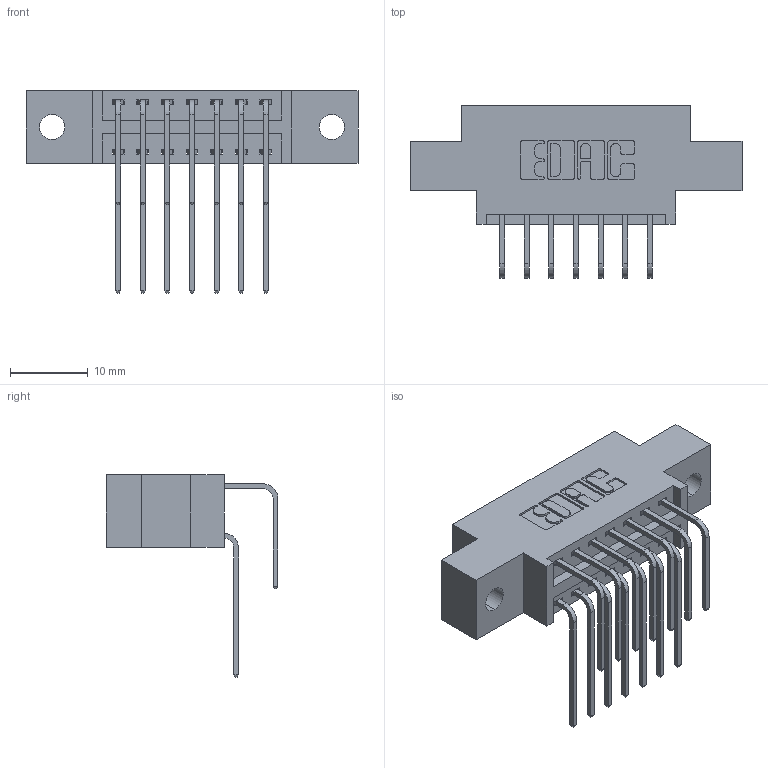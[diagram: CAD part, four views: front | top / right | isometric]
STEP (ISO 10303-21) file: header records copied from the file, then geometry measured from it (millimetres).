
FILE_DESCRIPTION (( 'STEP AP203' ), '1' );
FILE_NAME ('396-014-558-802.STEP', '2018-08-31T11:02:24', ( '' ), ( '' ), 'SwSTEP 2.0', 'SolidWorks 2016', '' );
FILE_SCHEMA (( 'CONFIG_CONTROL_DESIGN' ));
Length unit declared in the file: inch
Products named in the file (4): 346 Part_0.170 Offset - 0.128 Dia; 345-292-001_558 559 Tail - 1; 345-292-001_558 Tail - 2; 396-014-558-802
Assembly tree (15 placements, depth 2):
  396-014-558-802
    346 Part_0.170 Offset - 0.128 Dia
    345-292-001_558 559 Tail - 1  x7
    345-292-001_558 Tail - 2  x7
Bounding box: 42.8 x 22.16 x 26.16 mm (x, y, z)
Volume: 3791.1 mm3; surface area: 4958.8 mm2
Topology: 15 solids, 15 shells, 882 faces, 2595 edges, 1710 vertices
Faces by surface type: plane 598, cylinder 284
Entity records: 11199 total; most frequent: CARTESIAN_POINT 1947, ORIENTED_EDGE 1830, DIRECTION 1739, EDGE_CURVE 915, LINE 715, VECTOR 715, VERTEX_POINT 606, AXIS2_PLACEMENT_3D 512
